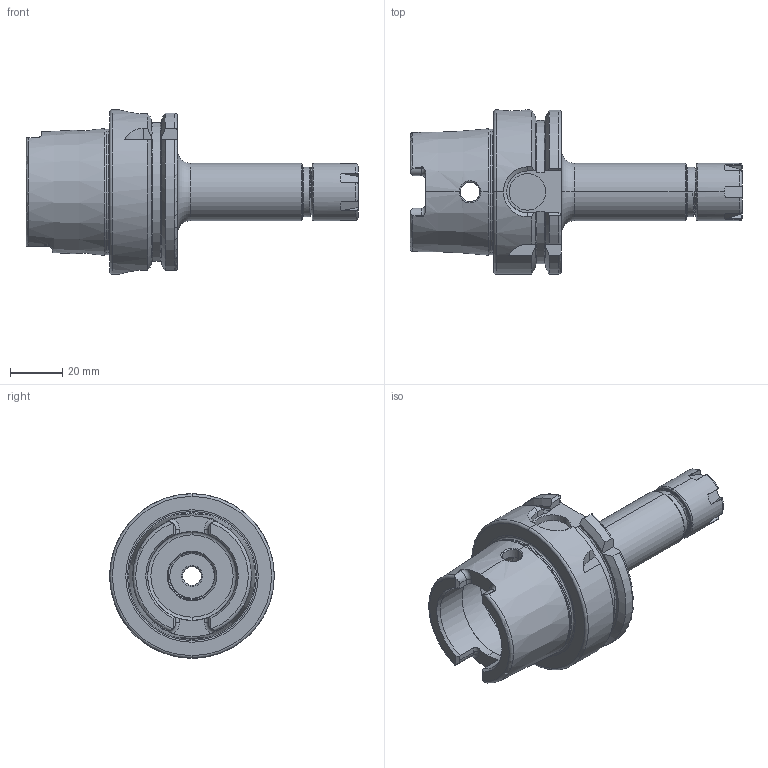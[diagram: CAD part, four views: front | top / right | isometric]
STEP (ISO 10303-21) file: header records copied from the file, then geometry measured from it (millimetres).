
FILE_DESCRIPTION (( 'STEP AP203' ), '1' );
FILE_NAME ('A63.02.07.10.1.STEP', '2016-11-26T03:08:43', ( '' ), ( '' ), 'SwSTEP 2.0', 'SolidWorks 2012', '' );
FILE_SCHEMA (( 'CONFIG_CONTROL_DESIGN' ));
Length unit declared in the file: millimetre
Products named in the file (3): A63.02.07.10.1; 2-01.300.0160180D4_ER16螺帽(M型)
Assembly tree (2 placements, depth 2):
  A63.02.07.10.1
    A63.02.07.10.1
    2-01.300.0160180D4_ER16螺帽(M型)
Bounding box: 127.2 x 63 x 63 mm (x, y, z)
Volume: 99306.4 mm3; surface area: 33054.1 mm2
Topology: 2 solids, 2 shells, 396 faces, 1049 edges, 659 vertices
Faces by surface type: cylinder 161, plane 107, torus 55, bspline 40, cone 33
Entity records: 29692 total; most frequent: CARTESIAN_POINT 20678, ORIENTED_EDGE 2090, DIRECTION 1554, EDGE_CURVE 1045, VERTEX_POINT 659, AXIS2_PLACEMENT_3D 597, EDGE_LOOP 410, ADVANCED_FACE 396
